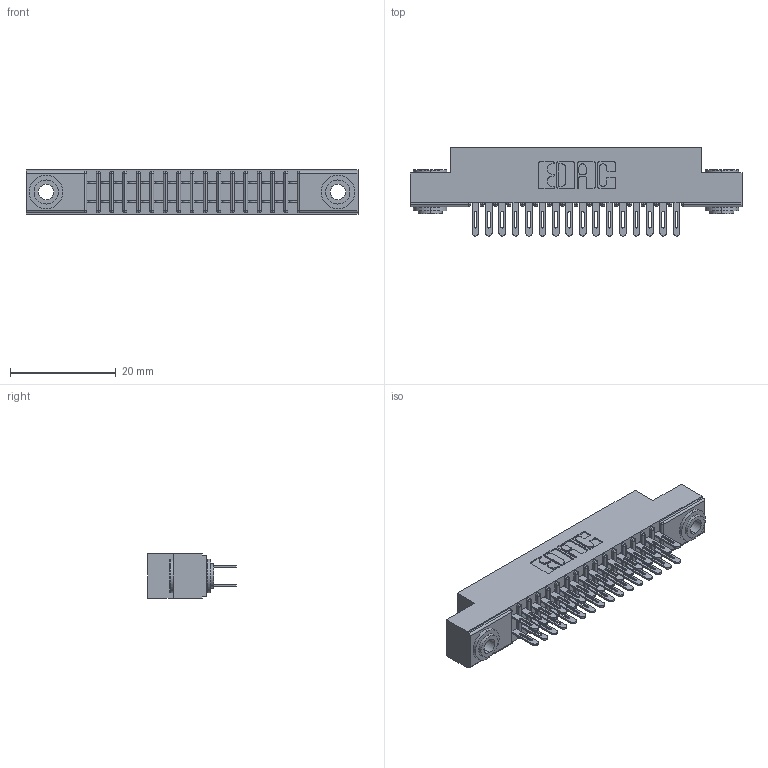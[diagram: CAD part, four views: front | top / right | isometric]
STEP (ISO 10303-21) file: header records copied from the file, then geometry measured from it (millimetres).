
FILE_DESCRIPTION (( 'STEP AP203' ), '1' );
FILE_NAME ('341-032-500-203.STEP', '2018-08-06T20:41:29', ( '' ), ( '' ), 'SwSTEP 2.0', 'SolidWorks 2016', '' );
FILE_SCHEMA (( 'CONFIG_CONTROL_DESIGN' ));
Length unit declared in the file: inch
Products named in the file (4): 341 Part_.156 (3.96) Dia Mounting Holes; 341-292-001_341-292-100; 345-250-002_345-250-002-102; 341-032-500-203
Assembly tree (35 placements, depth 2):
  341-032-500-203
    341 Part_.156 (3.96) Dia Mounting Holes
    341-292-001_341-292-100  x32
    345-250-002_345-250-002-102  x2
Bounding box: 62.87 x 16.69 x 8.38 mm (x, y, z)
Volume: 3638 mm3; surface area: 7705.6 mm2
Topology: 35 solids, 35 shells, 2280 faces, 6556 edges, 4246 vertices
Faces by surface type: plane 1308, cylinder 900, sphere 34, torus 30, cone 8
Entity records: 23900 total; most frequent: CARTESIAN_POINT 3953, ORIENTED_EDGE 3916, DIRECTION 3874, EDGE_CURVE 1958, VECTOR 1540, LINE 1540, VERTEX_POINT 1246, AXIS2_PLACEMENT_3D 1167
